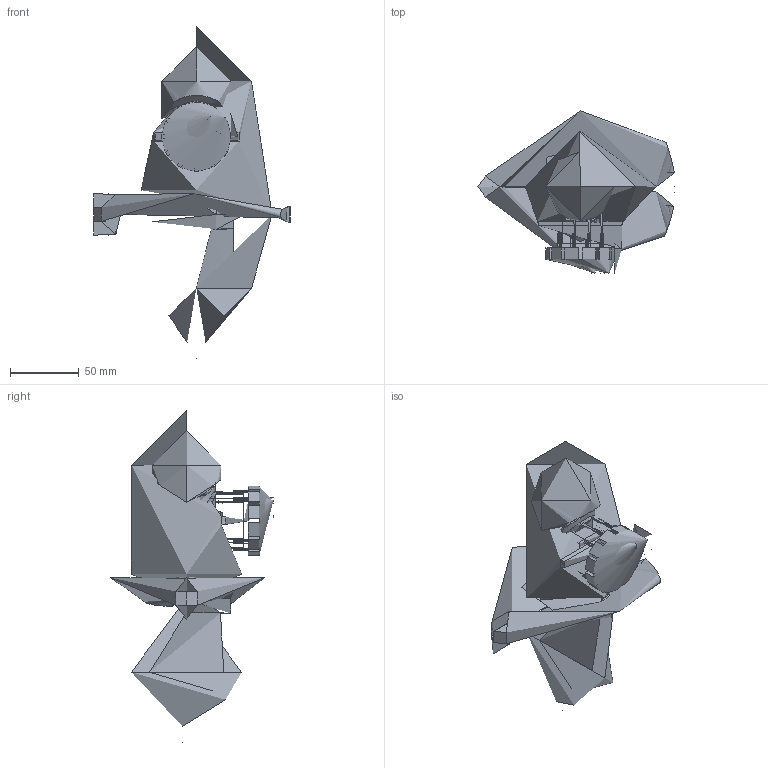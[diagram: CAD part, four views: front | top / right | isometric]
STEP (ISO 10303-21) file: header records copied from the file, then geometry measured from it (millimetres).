
FILE_DESCRIPTION(('FreeCAD Model'),'2;1');
FILE_NAME('Open CASCADE Shape Model','2025-05-04T01:49:08',('FreeCAD'),( 'FreeCAD'),'Open CASCADE STEP processor 7.6','FreeCAD','Unknown');
FILE_SCHEMA(('AUTOMOTIVE_DESIGN { 1 0 10303 214 1 1 1 1 }'));
Length unit declared in the file: millimetre
Products named in the file (1): Open CASCADE STEP translator 7.6 1
Bounding box: 142.55 x 117.74 x 240.76 mm (x, y, z)
Volume: 561190.4 mm3; surface area: 201612.3 mm2
Topology: 8 solids, 241 shells, 462 faces, 1714 edges, 1452 vertices
Faces by surface type: plane 294, bspline 168
Entity records: 29304 total; most frequent: CARTESIAN_POINT 19407, ORIENTED_EDGE 2326, EDGE_CURVE 1686, VERTEX_POINT 1450, B_SPLINE_CURVE_WITH_KNOTS 1232, DIRECTION 590, FACE_BOUND 530, EDGE_LOOP 530
